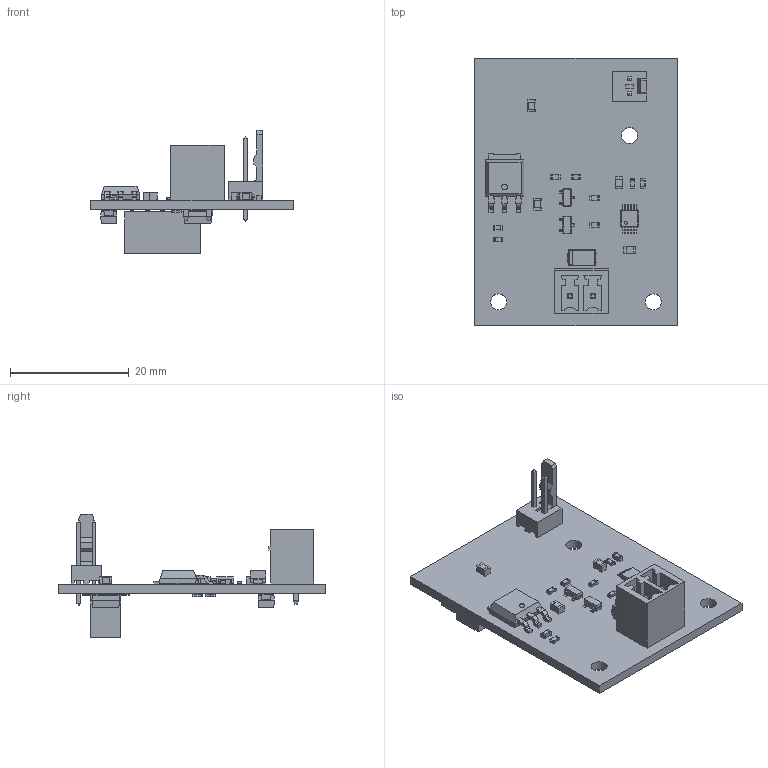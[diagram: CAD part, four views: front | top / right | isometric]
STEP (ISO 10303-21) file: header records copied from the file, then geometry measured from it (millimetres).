
FILE_DESCRIPTION(('KiCad electronic assembly'),'2;1');
FILE_NAME('cryosub_power_converter_top_v01.step','2021-09-14T22:25:33',( 'An Author'),('A Company'),'Open CASCADE STEP processor 7.5', 'KiCad to STEP converter','Unknown');
FILE_SCHEMA(('AUTOMOTIVE_DESIGN { 1 0 10303 214 1 1 1 1 }'));
Length unit declared in the file: millimetre
Products named in the file (22): Open CASCADE STEP translator 7.5 1; PinSocket_2x05_P2.54mm_Vertical_SMD; SOLID; D_SMA; C_0805_2012Metric; R_0603_1608Metric; C_0603_1608Metric; Molex_KK-254_AE-6410-02A_1x02_P2.54mm_Vertical; PhoenixContact_MCV_1,5_2-G-3.81_1x02_P3.81mm_Vertical; SOT-23; TO-252-3_TabPin2; MSOP-10-1EP_3x3mm_P0.5mm_EP1.68x1.88mm; COMPOUND
Assembly tree (37 placements, depth 3):
  Open CASCADE STEP translator 7.5 1
    PinSocket_2x05_P2.54mm_Vertical_SMD
      SOLID
    D_SMA  x3
      SOLID
    C_0805_2012Metric  x4
      SOLID
    R_0603_1608Metric  x10
      SOLID
    C_0603_1608Metric  x2
      SOLID
    Molex_KK-254_AE-6410-02A_1x02_P2.54mm_Vertical
      SOLID
    PhoenixContact_MCV_1,5_2-G-3.81_1x02_P3.81mm_Vertical
      SOLID
    SOT-23  x2
      SOLID
    TO-252-3_TabPin2
      SOLID
    MSOP-10-1EP_3x3mm_P0.5mm_EP1.68x1.88mm
      SOLID
    COMPOUND
Bounding box: 34 x 45 x 20.7 mm (x, y, z)
Volume: 3561.2 mm3; surface area: 5500.4 mm2
Topology: 27 solids, 27 shells, 1500 faces, 3817 edges, 2432 vertices
Faces by surface type: plane 1096, cylinder 286, bspline 118
Full cylindrical faces by diameter (mm): 0.5 x1, 1 x1, 1.19 x2, 1.2 x2, 2.7 x3
Entity records: 70233 total; most frequent: CARTESIAN_POINT 12041, DIRECTION 9400, LINE 6760, VECTOR 6760, ORIENTED_EDGE 5050, PCURVE 5050, DEFINITIONAL_REPRESENTATION 5050, EDGE_CURVE 2525
